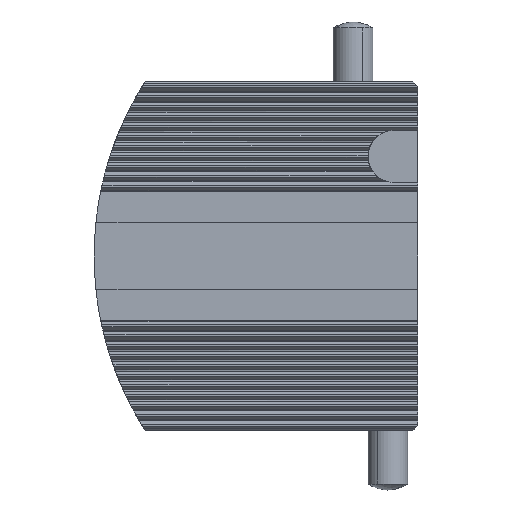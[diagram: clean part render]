
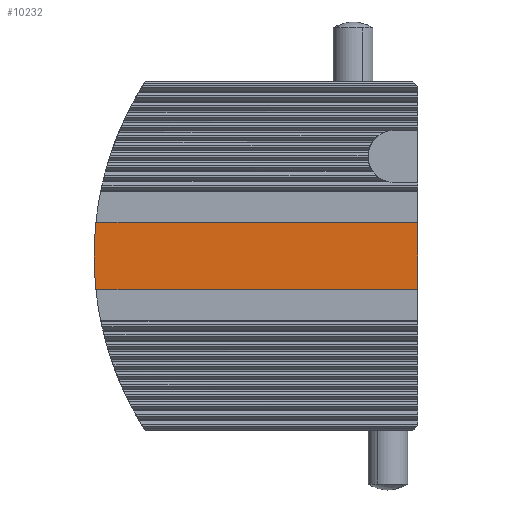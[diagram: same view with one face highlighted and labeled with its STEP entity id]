
A CAD part, front view. The second image highlights one B-rep face of the part: STEP entity #10232.
In plain terms, the highlighted planar face has unit normal (0, -1, 0).
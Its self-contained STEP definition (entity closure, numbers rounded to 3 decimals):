
#133 = CARTESIAN_POINT ( 'NONE',  ( 9.5, -56.25, 0. ) ) ;
#208 = CARTESIAN_POINT ( 'NONE',  ( 74.5, -56.25, -10.5 ) ) ;
#533 = CIRCLE ( 'NONE', #18461, 65. ) ;
#978 = VERTEX_POINT ( 'NONE', #5010 ) ;
#1666 = DIRECTION ( 'NONE',  ( 0., -1., 0. ) ) ;
#1709 = DIRECTION ( 'NONE',  ( 0., 1., 0. ) ) ;
#1810 = ORIENTED_EDGE ( 'NONE', *, *, #3906, .T. ) ;
#2685 = DIRECTION ( 'NONE',  ( -1., 0., 0. ) ) ;
#2973 = CARTESIAN_POINT ( 'NONE',  ( 74.5, -56.25, 10.5 ) ) ;
#3138 = CIRCLE ( 'NONE', #4093, 65. ) ;
#3441 = EDGE_LOOP ( 'NONE', ( #1810, #3971, #9696, #6292, #10759 ) ) ;
#3675 = VERTEX_POINT ( 'NONE', #15714 ) ;
#3906 = EDGE_CURVE ( 'NONE', #978, #3675, #16787, .T. ) ;
#3971 = ORIENTED_EDGE ( 'NONE', *, *, #8426, .T. ) ;
#4093 = AXIS2_PLACEMENT_3D ( 'NONE', #7111, #17704, #8642 ) ;
#4287 = VECTOR ( 'NONE', #16604, 1000. ) ;
#4490 = CARTESIAN_POINT ( 'NONE',  ( 74.5, -56.25, -10.5 ) ) ;
#5010 = CARTESIAN_POINT ( 'NONE',  ( 74.5, -56.25, 10.5 ) ) ;
#6292 = ORIENTED_EDGE ( 'NONE', *, *, #18873, .F. ) ;
#7111 = CARTESIAN_POINT ( 'NONE',  ( 74.5, -56.25, 0. ) ) ;
#7927 = FACE_OUTER_BOUND ( 'NONE', #3441, .T. ) ;
#8347 = VERTEX_POINT ( 'NONE', #133 ) ;
#8426 = EDGE_CURVE ( 'NONE', #3675, #8347, #533, .T. ) ;
#8642 = DIRECTION ( 'NONE',  ( 0., 0., 1. ) ) ;
#9170 = EDGE_CURVE ( 'NONE', #8347, #12358, #3138, .T. ) ;
#9696 = ORIENTED_EDGE ( 'NONE', *, *, #9170, .T. ) ;
#9732 = LINE ( 'NONE', #13287, #17331 ) ;
#10232 = ADVANCED_FACE ( 'NONE', ( #7927 ), #15386, .F. ) ;
#10759 = ORIENTED_EDGE ( 'NONE', *, *, #10851, .F. ) ;
#10843 = CARTESIAN_POINT ( 'NONE',  ( 74.5, -56.25, 0. ) ) ;
#10851 = EDGE_CURVE ( 'NONE', #978, #16765, #12891, .T. ) ;
#11713 = DIRECTION ( 'NONE',  ( -1., 0., 0. ) ) ;
#12358 = VERTEX_POINT ( 'NONE', #18695 ) ;
#12378 = DIRECTION ( 'NONE',  ( 0., 0., 1. ) ) ;
#12425 = DIRECTION ( 'NONE',  ( 0., 0., 1. ) ) ;
#12771 = VECTOR ( 'NONE', #2685, 1000. ) ;
#12891 = LINE ( 'NONE', #4490, #4287 ) ;
#13131 = CARTESIAN_POINT ( 'NONE',  ( 74.5, -56.25, -10.5 ) ) ;
#13287 = CARTESIAN_POINT ( 'NONE',  ( 74.5, -56.25, -10.5 ) ) ;
#15386 = PLANE ( 'NONE',  #17604 ) ;
#15714 = CARTESIAN_POINT ( 'NONE',  ( 10.354, -56.25, 10.5 ) ) ;
#16604 = DIRECTION ( 'NONE',  ( 0., 0., -1. ) ) ;
#16765 = VERTEX_POINT ( 'NONE', #13131 ) ;
#16787 = LINE ( 'NONE', #2973, #12771 ) ;
#17331 = VECTOR ( 'NONE', #11713, 1000. ) ;
#17604 = AXIS2_PLACEMENT_3D ( 'NONE', #208, #1709, #12425 ) ;
#17704 = DIRECTION ( 'NONE',  ( 0., -1., 0. ) ) ;
#18461 = AXIS2_PLACEMENT_3D ( 'NONE', #10843, #1666, #12378 ) ;
#18695 = CARTESIAN_POINT ( 'NONE',  ( 10.354, -56.25, -10.5 ) ) ;
#18873 = EDGE_CURVE ( 'NONE', #16765, #12358, #9732, .T. ) ;
